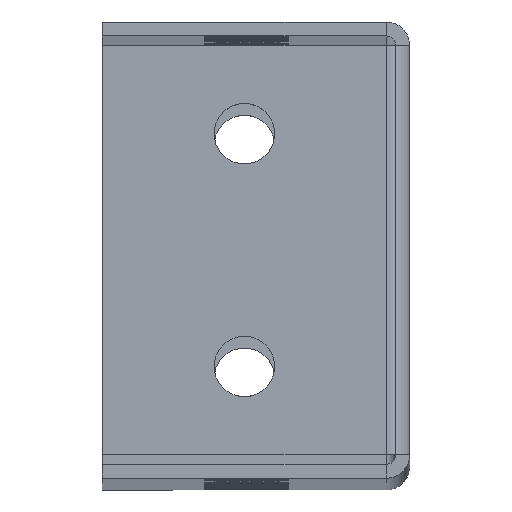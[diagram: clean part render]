
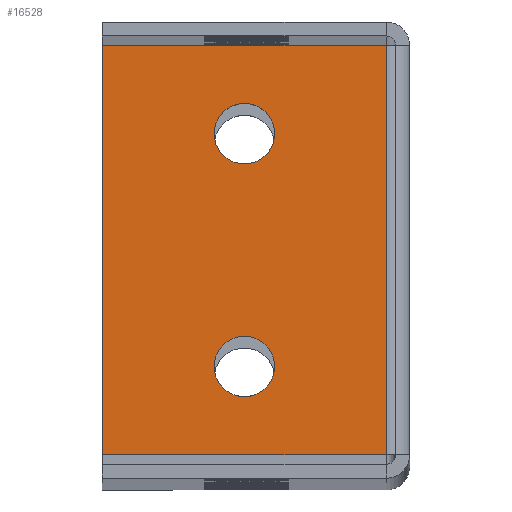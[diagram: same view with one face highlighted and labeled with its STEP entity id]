
A CAD part, top view. The second image highlights one B-rep face of the part: STEP entity #16528.
In plain terms, the highlighted planar face has unit normal (0, 0, 1).
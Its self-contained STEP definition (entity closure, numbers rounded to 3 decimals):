
#156 = EDGE_CURVE ( 'NONE', #2906, #5860, #9546, .T. ) ;
#280 = VERTEX_POINT ( 'NONE', #9255 ) ;
#635 = CARTESIAN_POINT ( 'NONE',  ( -11., -46.5, 726.5 ) ) ;
#659 = CARTESIAN_POINT ( 'NONE',  ( 19.5, -2.5, 726.5 ) ) ;
#1130 = CARTESIAN_POINT ( 'NONE',  ( 4.25, -12., 726.5 ) ) ;
#1268 = DIRECTION ( 'NONE',  ( 0., 0., -1. ) ) ;
#1276 = AXIS2_PLACEMENT_3D ( 'NONE', #1130, #1268, #1329 ) ;
#1329 = DIRECTION ( 'NONE',  ( -1., 0., 0. ) ) ;
#1346 = CARTESIAN_POINT ( 'NONE',  ( 1., -12., 726.5 ) ) ;
#1834 = VERTEX_POINT ( 'NONE', #2667 ) ;
#2667 = CARTESIAN_POINT ( 'NONE',  ( 19.5, -46.5, 726.5 ) ) ;
#2906 = VERTEX_POINT ( 'NONE', #7152 ) ;
#2929 = AXIS2_PLACEMENT_3D ( 'NONE', #5535, #5447, #5426 ) ;
#3350 = CIRCLE ( 'NONE', #7965, 3.25 ) ;
#3694 = LINE ( 'NONE', #4822, #7353 ) ;
#3947 = LINE ( 'NONE', #12451, #10588 ) ;
#4723 = DIRECTION ( 'NONE',  ( -1., 0., 0. ) ) ;
#4822 = CARTESIAN_POINT ( 'NONE',  ( 0., -2.5, 726.5 ) ) ;
#4952 = CARTESIAN_POINT ( 'NONE',  ( -11., -2.5, 726.5 ) ) ;
#4982 = FACE_BOUND ( 'NONE', #15592, .T. ) ;
#5198 = CIRCLE ( 'NONE', #2929, 3.25 ) ;
#5426 = DIRECTION ( 'NONE',  ( -1., 0., 0. ) ) ;
#5447 = DIRECTION ( 'NONE',  ( 0., 0., -1. ) ) ;
#5535 = CARTESIAN_POINT ( 'NONE',  ( 4.25, -37., 726.5 ) ) ;
#5631 = VECTOR ( 'NONE', #12278, 1000. ) ;
#5860 = VERTEX_POINT ( 'NONE', #1346 ) ;
#6859 = LINE ( 'NONE', #12095, #5631 ) ;
#7152 = CARTESIAN_POINT ( 'NONE',  ( 7.5, -12., 726.5 ) ) ;
#7353 = VECTOR ( 'NONE', #4723, 1000. ) ;
#7965 = AXIS2_PLACEMENT_3D ( 'NONE', #12748, #12721, #12678 ) ;
#8784 = FACE_OUTER_BOUND ( 'NONE', #13901, .T. ) ;
#9255 = CARTESIAN_POINT ( 'NONE',  ( 1., -37., 726.5 ) ) ;
#9450 = LINE ( 'NONE', #10677, #16584 ) ;
#9546 = CIRCLE ( 'NONE', #1276, 3.25 ) ;
#9965 = EDGE_CURVE ( 'NONE', #12378, #280, #3350, .T. ) ;
#10413 = ORIENTED_EDGE ( 'NONE', *, *, #15730, .T. ) ;
#10588 = VECTOR ( 'NONE', #12925, 1000. ) ;
#10655 = DIRECTION ( 'NONE',  ( 0., -1., 0. ) ) ;
#10677 = CARTESIAN_POINT ( 'NONE',  ( 19.5, -46.5, 726.5 ) ) ;
#10725 = ORIENTED_EDGE ( 'NONE', *, *, #9965, .T. ) ;
#10884 = ORIENTED_EDGE ( 'NONE', *, *, #15972, .T. ) ;
#11165 = ORIENTED_EDGE ( 'NONE', *, *, #156, .T. ) ;
#11299 = ORIENTED_EDGE ( 'NONE', *, *, #12144, .F. ) ;
#11503 = ORIENTED_EDGE ( 'NONE', *, *, #13837, .T. ) ;
#11644 = ORIENTED_EDGE ( 'NONE', *, *, #16037, .T. ) ;
#11893 = DIRECTION ( 'NONE',  ( -1., 0., 0. ) ) ;
#11910 = DIRECTION ( 'NONE',  ( 0., 0., -1. ) ) ;
#12036 = CARTESIAN_POINT ( 'NONE',  ( 0., 0., 726.5 ) ) ;
#12043 = ORIENTED_EDGE ( 'NONE', *, *, #14580, .T. ) ;
#12095 = CARTESIAN_POINT ( 'NONE',  ( 0., -46.5, 726.5 ) ) ;
#12144 = EDGE_CURVE ( 'NONE', #14322, #1834, #9450, .T. ) ;
#12220 = PLANE ( 'NONE',  #13767 ) ;
#12278 = DIRECTION ( 'NONE',  ( 1., 0., 0. ) ) ;
#12378 = VERTEX_POINT ( 'NONE', #15534 ) ;
#12451 = CARTESIAN_POINT ( 'NONE',  ( -11., 0., 726.5 ) ) ;
#12678 = DIRECTION ( 'NONE',  ( -1., 0., 0. ) ) ;
#12721 = DIRECTION ( 'NONE',  ( 0., 0., -1. ) ) ;
#12748 = CARTESIAN_POINT ( 'NONE',  ( 4.25, -37., 726.5 ) ) ;
#12925 = DIRECTION ( 'NONE',  ( 0., -1., 0. ) ) ;
#13133 = VERTEX_POINT ( 'NONE', #635 ) ;
#13767 = AXIS2_PLACEMENT_3D ( 'NONE', #12036, #11910, #11893 ) ;
#13826 = VERTEX_POINT ( 'NONE', #4952 ) ;
#13837 = EDGE_CURVE ( 'NONE', #14322, #13826, #3694, .T. ) ;
#13901 = EDGE_LOOP ( 'NONE', ( #11299, #11503, #11644, #12043 ) ) ;
#14134 = AXIS2_PLACEMENT_3D ( 'NONE', #16947, #16267, #16202 ) ;
#14322 = VERTEX_POINT ( 'NONE', #659 ) ;
#14360 = EDGE_LOOP ( 'NONE', ( #10884, #11165 ) ) ;
#14580 = EDGE_CURVE ( 'NONE', #13133, #1834, #6859, .T. ) ;
#15534 = CARTESIAN_POINT ( 'NONE',  ( 7.5, -37., 726.5 ) ) ;
#15592 = EDGE_LOOP ( 'NONE', ( #10413, #10725 ) ) ;
#15730 = EDGE_CURVE ( 'NONE', #280, #12378, #5198, .T. ) ;
#15742 = CIRCLE ( 'NONE', #14134, 3.25 ) ;
#15972 = EDGE_CURVE ( 'NONE', #5860, #2906, #15742, .T. ) ;
#16037 = EDGE_CURVE ( 'NONE', #13826, #13133, #3947, .T. ) ;
#16202 = DIRECTION ( 'NONE',  ( -1., 0., 0. ) ) ;
#16267 = DIRECTION ( 'NONE',  ( 0., 0., -1. ) ) ;
#16528 = ADVANCED_FACE ( 'NONE', ( #4982, #16612, #8784 ), #12220, .F. ) ;
#16584 = VECTOR ( 'NONE', #10655, 1000. ) ;
#16612 = FACE_BOUND ( 'NONE', #14360, .T. ) ;
#16947 = CARTESIAN_POINT ( 'NONE',  ( 4.25, -12., 726.5 ) ) ;
